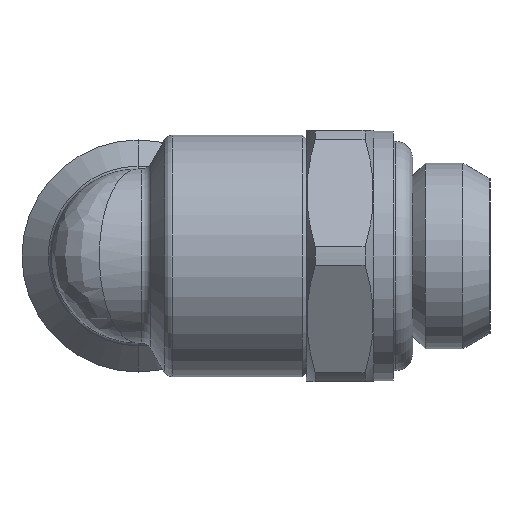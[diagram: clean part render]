
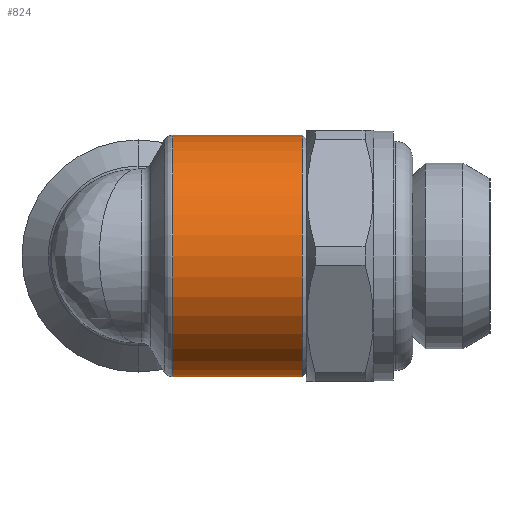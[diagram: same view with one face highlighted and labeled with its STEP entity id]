
A CAD part, left-side view. The second image highlights one B-rep face of the part: STEP entity #824.
In plain terms, the highlighted cylindrical face has radius 6.25 mm (diameter 12.5 mm), a partial arc.
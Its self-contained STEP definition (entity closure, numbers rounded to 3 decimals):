
#820 = ORIENTED_EDGE ( 'NONE', *, *, #1146, .T. ) ;
#824 = ADVANCED_FACE ( 'NONE', ( #4056 ), #4055, .T. ) ;
#825 = ORIENTED_EDGE ( 'NONE', *, *, #1104, .T. ) ;
#836 = EDGE_CURVE ( 'NONE', #910, #866, #4068, .T. ) ;
#856 = ORIENTED_EDGE ( 'NONE', *, *, #1065, .F. ) ;
#866 = VERTEX_POINT ( 'NONE', #4109 ) ;
#903 = EDGE_LOOP ( 'NONE', ( #856, #970, #820, #825 ) ) ;
#910 = VERTEX_POINT ( 'NONE', #4199 ) ;
#970 = ORIENTED_EDGE ( 'NONE', *, *, #836, .T. ) ;
#1065 = EDGE_CURVE ( 'NONE', #910, #1153, #4814, .T. ) ;
#1091 = VERTEX_POINT ( 'NONE', #4505 ) ;
#1104 = EDGE_CURVE ( 'NONE', #1091, #1153, #4500, .T. ) ;
#1146 = EDGE_CURVE ( 'NONE', #866, #1091, #4568, .T. ) ;
#1153 = VERTEX_POINT ( 'NONE', #4452 ) ;
#4051 = DIRECTION ( 'NONE',  ( 0., 0., 1. ) ) ;
#4052 = DIRECTION ( 'NONE',  ( 0., 1., 0. ) ) ;
#4053 = CARTESIAN_POINT ( 'NONE',  ( 0., 5.805, 0. ) ) ;
#4054 = AXIS2_PLACEMENT_3D ( 'NONE', #4053, #4052, #4051 ) ;
#4055 = CYLINDRICAL_SURFACE ( 'NONE', #4054, 6.25 ) ;
#4056 = FACE_OUTER_BOUND ( 'NONE', #903, .T. ) ;
#4064 = DIRECTION ( 'NONE',  ( 0., 0., 1. ) ) ;
#4065 = DIRECTION ( 'NONE',  ( 0., 1., 0. ) ) ;
#4066 = CARTESIAN_POINT ( 'NONE',  ( 0., -8.5, 0. ) ) ;
#4067 = AXIS2_PLACEMENT_3D ( 'NONE', #4066, #4065, #4064 ) ;
#4068 = CIRCLE ( 'NONE', #4067, 6.25 ) ;
#4109 = CARTESIAN_POINT ( 'NONE',  ( 0., -8.5, 6.25 ) ) ;
#4199 = CARTESIAN_POINT ( 'NONE',  ( 0., -8.5, -6.25 ) ) ;
#4452 = CARTESIAN_POINT ( 'NONE',  ( 0., -1.789, -6.25 ) ) ;
#4496 = DIRECTION ( 'NONE',  ( 0., 0., -1. ) ) ;
#4497 = DIRECTION ( 'NONE',  ( 0., -1., 0. ) ) ;
#4498 = CARTESIAN_POINT ( 'NONE',  ( 0., -1.789, 0. ) ) ;
#4499 = AXIS2_PLACEMENT_3D ( 'NONE', #4498, #4497, #4496 ) ;
#4500 = CIRCLE ( 'NONE', #4499, 6.25 ) ;
#4505 = CARTESIAN_POINT ( 'NONE',  ( 0., -1.789, 6.25 ) ) ;
#4565 = DIRECTION ( 'NONE',  ( 0., 1., 0. ) ) ;
#4566 = VECTOR ( 'NONE', #4565, 1000. ) ;
#4567 = CARTESIAN_POINT ( 'NONE',  ( 0., 5.805, 6.25 ) ) ;
#4568 = LINE ( 'NONE', #4567, #4566 ) ;
#4811 = DIRECTION ( 'NONE',  ( 0., 1., 0. ) ) ;
#4812 = VECTOR ( 'NONE', #4811, 1000. ) ;
#4813 = CARTESIAN_POINT ( 'NONE',  ( 0., 5.805, -6.25 ) ) ;
#4814 = LINE ( 'NONE', #4813, #4812 ) ;
